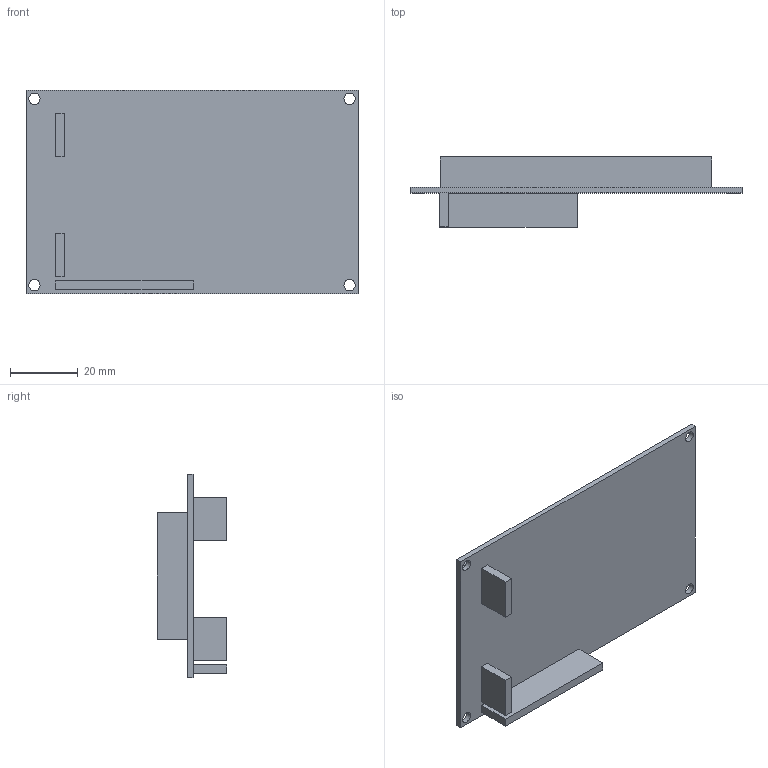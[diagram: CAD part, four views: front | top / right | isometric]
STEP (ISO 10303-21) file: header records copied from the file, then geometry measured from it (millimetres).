
FILE_DESCRIPTION((''),'2;1');
FILE_NAME('LCD2004','2020-11-18T09:42:21',('bryan.musy'),(''),'CREO PARAMETRIC BY PTC INC, 2016390','CREO PARAMETRIC BY PTC INC, 2016390','');
FILE_SCHEMA(('AUTOMOTIVE_DESIGN { 1 0 10303 214 1 1 1 1 }'));
Length unit declared in the file: millimetre
Products named in the file (1): LCD2004
Bounding box: 98 x 20.6 x 60 mm (x, y, z)
Volume: 36959.1 mm3; surface area: 15949.1 mm2
Topology: 1 solids, 1 shells, 39 faces, 96 edges, 64 vertices
Faces by surface type: plane 31, cylinder 8
Entity records: 2139 total; most frequent: CARTESIAN_POINT 201, ORIENTED_EDGE 192, DIRECTION 190, PRESENTATION_STYLE_ASSIGNMENT 136, STYLED_ITEM 97, CURVE_STYLE 96, EDGE_CURVE 96, COLOUR_RGB 89
